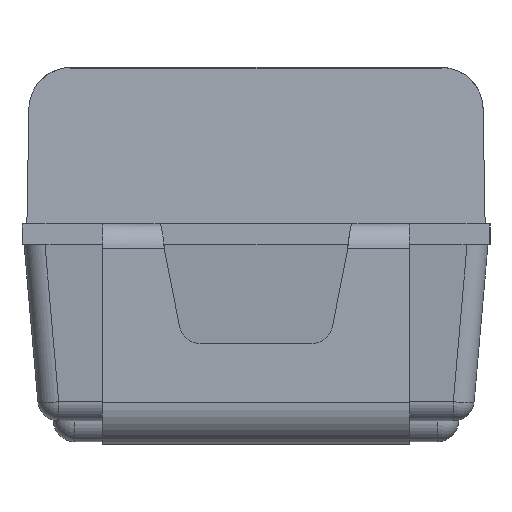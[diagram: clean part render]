
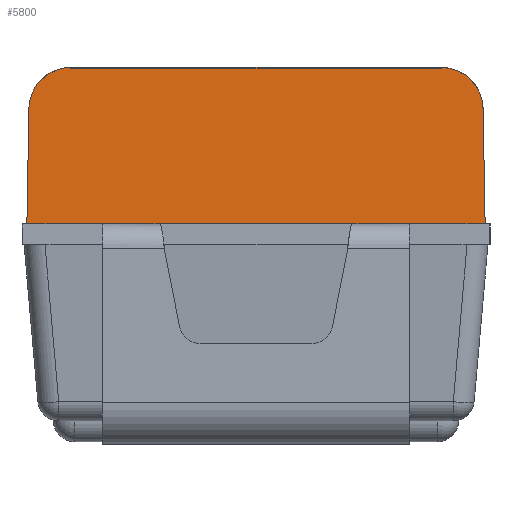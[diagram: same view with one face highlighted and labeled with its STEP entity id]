
A CAD part, left-side view. The second image highlights one B-rep face of the part: STEP entity #5800.
In plain terms, the highlighted planar face has unit normal (-1, 0, 0.018).
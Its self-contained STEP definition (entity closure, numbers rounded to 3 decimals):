
#39 = VERTEX_POINT ( 'NONE', #1333 ) ;
#296 = LINE ( 'NONE', #2819, #4600 ) ;
#323 = CARTESIAN_POINT ( 'NONE',  ( -2.875, 1.64, 1.58 ) ) ;
#601 = VECTOR ( 'NONE', #1534, 1000. ) ;
#662 = VERTEX_POINT ( 'NONE', #1520 ) ;
#726 = VECTOR ( 'NONE', #5123, 1000. ) ;
#1023 = EDGE_CURVE ( 'NONE', #4579, #3907, #6215, .T. ) ;
#1112 = LINE ( 'NONE', #6429, #6650 ) ;
#1141 = CARTESIAN_POINT ( 'NONE',  ( -2.855, 1.498, 2.7 ) ) ;
#1159 = ORIENTED_EDGE ( 'NONE', *, *, #1364, .T. ) ;
#1333 = CARTESIAN_POINT ( 'NONE',  ( -2.875, -0.687, 1.58 ) ) ;
#1341 = DIRECTION ( 'NONE',  ( 0., -1., 0. ) ) ;
#1364 = EDGE_CURVE ( 'NONE', #2757, #1434, #4963, .T. ) ;
#1424 = DIRECTION ( 'NONE',  ( -1., 0., 0.017 ) ) ;
#1434 = VERTEX_POINT ( 'NONE', #2752 ) ;
#1445 = DIRECTION ( 'NONE',  ( 0., -1., 0. ) ) ;
#1520 = CARTESIAN_POINT ( 'NONE',  ( -2.875, 1.64, 1.58 ) ) ;
#1533 = LINE ( 'NONE', #3487, #2189 ) ;
#1534 = DIRECTION ( 'NONE',  ( 0., -1., 0. ) ) ;
#1720 = LINE ( 'NONE', #3450, #726 ) ;
#1812 = ORIENTED_EDGE ( 'NONE', *, *, #3488, .F. ) ;
#1824 = EDGE_CURVE ( 'NONE', #662, #2303, #1533, .T. ) ;
#1974 = CARTESIAN_POINT ( 'NONE',  ( -2.855, 1.64, 2.7 ) ) ;
#2189 = VECTOR ( 'NONE', #1341, 1000. ) ;
#2216 = FACE_OUTER_BOUND ( 'NONE', #4476, .T. ) ;
#2251 = VERTEX_POINT ( 'NONE', #5555 ) ;
#2303 = VERTEX_POINT ( 'NONE', #3883 ) ;
#2662 = CARTESIAN_POINT ( 'NONE',  ( -2.875, 0.687, 1.58 ) ) ;
#2752 = CARTESIAN_POINT ( 'NONE',  ( -2.861, 1.626, 2.404 ) ) ;
#2757 = VERTEX_POINT ( 'NONE', #5428 ) ;
#2819 = CARTESIAN_POINT ( 'NONE',  ( -2.875, 1.64, 1.58 ) ) ;
#2954 = LINE ( 'NONE', #5060, #3366 ) ;
#2973 = ORIENTED_EDGE ( 'NONE', *, *, #5855, .T. ) ;
#2982 = CARTESIAN_POINT ( 'NONE',  ( -2.855, -1.325, 2.7 ) ) ;
#2988 = VERTEX_POINT ( 'NONE', #2662 ) ;
#3131 = LINE ( 'NONE', #5641, #3533 ) ;
#3248 = LINE ( 'NONE', #1974, #4889 ) ;
#3266 = EDGE_CURVE ( 'NONE', #4579, #2251, #1112, .T. ) ;
#3284 = AXIS2_PLACEMENT_3D ( 'NONE', #323, #1424, #5573 ) ;
#3352 = DIRECTION ( 'NONE',  ( -0.017, 0.017, -1. ) ) ;
#3366 = VECTOR ( 'NONE', #1445, 1000. ) ;
#3402 = PLANE ( 'NONE',  #3284 ) ;
#3450 = CARTESIAN_POINT ( 'NONE',  ( -2.875, 0.687, 1.58 ) ) ;
#3487 = CARTESIAN_POINT ( 'NONE',  ( -2.875, 1.64, 1.58 ) ) ;
#3488 = EDGE_CURVE ( 'NONE', #2757, #3907, #3248, .T. ) ;
#3530 = CARTESIAN_POINT ( 'NONE',  ( -2.861, -1.626, 2.404 ) ) ;
#3533 = VECTOR ( 'NONE', #3983, 1000. ) ;
#3567 = DIRECTION ( 'NONE',  ( 0., -1., 0. ) ) ;
#3646 = ORIENTED_EDGE ( 'NONE', *, *, #3266, .F. ) ;
#3705 = CARTESIAN_POINT ( 'NONE',  ( -2.855, 1.325, 2.7 ) ) ;
#3883 = CARTESIAN_POINT ( 'NONE',  ( -2.875, 1.1, 1.58 ) ) ;
#3895 = CARTESIAN_POINT ( 'NONE',  ( -2.861, -1.626, 2.404 ) ) ;
#3907 = VERTEX_POINT ( 'NONE', #2982 ) ;
#3983 = DIRECTION ( 'NONE',  ( 0., -1., 0. ) ) ;
#4038 = EDGE_CURVE ( 'NONE', #2303, #2988, #5718, .T. ) ;
#4177 = CARTESIAN_POINT ( 'NONE',  ( -2.875, 1.1, 1.58 ) ) ;
#4332 = ORIENTED_EDGE ( 'NONE', *, *, #1023, .T. ) ;
#4476 = EDGE_LOOP ( 'NONE', ( #3646, #4332, #1812, #1159, #4726, #4763, #6010, #5368, #5954, #2973 ) ) ;
#4579 = VERTEX_POINT ( 'NONE', #3530 ) ;
#4600 = VECTOR ( 'NONE', #3352, 1000. ) ;
#4726 = ORIENTED_EDGE ( 'NONE', *, *, #6728, .T. ) ;
#4763 = ORIENTED_EDGE ( 'NONE', *, *, #1824, .T. ) ;
#4835 = CARTESIAN_POINT ( 'NONE',  ( -2.858, 1.623, 2.578 ) ) ;
#4889 = VECTOR ( 'NONE', #3567, 1000. ) ;
#4963 =( BOUNDED_CURVE ( )  B_SPLINE_CURVE ( 3, ( #3705, #1141, #4835, #5877 ),
 .UNSPECIFIED., .F., .T. ) 
 B_SPLINE_CURVE_WITH_KNOTS ( ( 4, 4 ),
 ( 3.142, 4.695 ),
 .UNSPECIFIED. ) 
 CURVE ( )  GEOMETRIC_REPRESENTATION_ITEM ( )  RATIONAL_B_SPLINE_CURVE ( ( 1., 0.809, 0.809, 1. ) ) 
 REPRESENTATION_ITEM ( '' )  );
#5027 = CARTESIAN_POINT ( 'NONE',  ( -2.858, -1.623, 2.578 ) ) ;
#5060 = CARTESIAN_POINT ( 'NONE',  ( -2.875, 1.64, 1.58 ) ) ;
#5123 = DIRECTION ( 'NONE',  ( 0., 1., 0. ) ) ;
#5368 = ORIENTED_EDGE ( 'NONE', *, *, #5834, .F. ) ;
#5373 = DIRECTION ( 'NONE',  ( -0.017, -0.017, -1. ) ) ;
#5428 = CARTESIAN_POINT ( 'NONE',  ( -2.855, 1.325, 2.7 ) ) ;
#5514 = CARTESIAN_POINT ( 'NONE',  ( -2.855, -1.325, 2.7 ) ) ;
#5545 = CARTESIAN_POINT ( 'NONE',  ( -2.855, -1.498, 2.7 ) ) ;
#5555 = CARTESIAN_POINT ( 'NONE',  ( -2.875, -1.64, 1.58 ) ) ;
#5573 = DIRECTION ( 'NONE',  ( 0.017, 0., 1. ) ) ;
#5641 = CARTESIAN_POINT ( 'NONE',  ( -2.875, 1.1, 1.58 ) ) ;
#5650 = CARTESIAN_POINT ( 'NONE',  ( -2.875, -1.1, 1.58 ) ) ;
#5718 = LINE ( 'NONE', #4177, #601 ) ;
#5800 = ADVANCED_FACE ( 'NONE', ( #2216 ), #3402, .T. ) ;
#5834 = EDGE_CURVE ( 'NONE', #39, #2988, #1720, .T. ) ;
#5855 = EDGE_CURVE ( 'NONE', #6294, #2251, #2954, .T. ) ;
#5877 = CARTESIAN_POINT ( 'NONE',  ( -2.861, 1.626, 2.404 ) ) ;
#5878 = EDGE_CURVE ( 'NONE', #39, #6294, #3131, .T. ) ;
#5954 = ORIENTED_EDGE ( 'NONE', *, *, #5878, .T. ) ;
#6010 = ORIENTED_EDGE ( 'NONE', *, *, #4038, .T. ) ;
#6215 =( BOUNDED_CURVE ( )  B_SPLINE_CURVE ( 3, ( #3895, #5027, #5545, #5514 ),
 .UNSPECIFIED., .F., .F. ) 
 B_SPLINE_CURVE_WITH_KNOTS ( ( 4, 4 ),
 ( 4.73, 6.283 ),
 .UNSPECIFIED. ) 
 CURVE ( )  GEOMETRIC_REPRESENTATION_ITEM ( )  RATIONAL_B_SPLINE_CURVE ( ( 1., 0.809, 0.809, 1. ) ) 
 REPRESENTATION_ITEM ( '' )  );
#6294 = VERTEX_POINT ( 'NONE', #5650 ) ;
#6429 = CARTESIAN_POINT ( 'NONE',  ( -2.875, -1.64, 1.58 ) ) ;
#6650 = VECTOR ( 'NONE', #5373, 1000. ) ;
#6728 = EDGE_CURVE ( 'NONE', #1434, #662, #296, .T. ) ;
